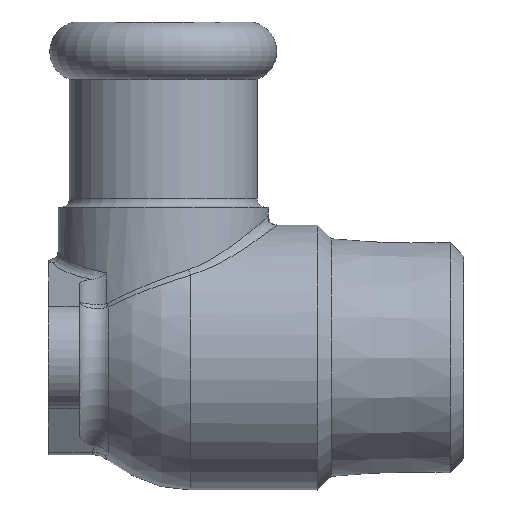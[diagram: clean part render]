
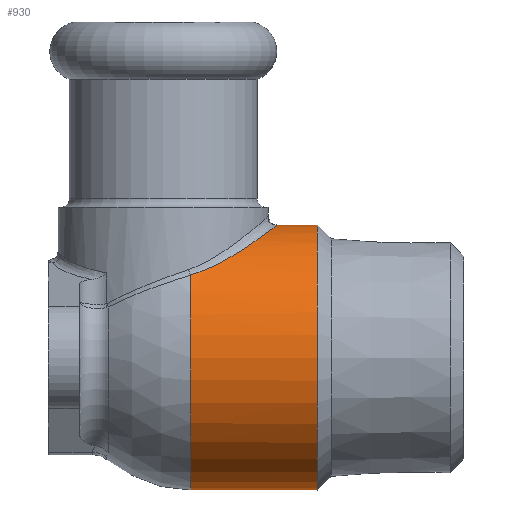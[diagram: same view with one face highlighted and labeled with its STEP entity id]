
A CAD part, left-side view. The second image highlights one B-rep face of the part: STEP entity #930.
In plain terms, the highlighted cylindrical face has radius 15 mm (diameter 30 mm), a full revolution.
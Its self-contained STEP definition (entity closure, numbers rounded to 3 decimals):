
#68=B_SPLINE_CURVE_WITH_KNOTS('',3,(#1688,#1689,#1690,#1691,#1692,#1693,
#1694,#1695,#1696,#1697),.UNSPECIFIED.,.F.,.F.,(4,1,1,1,1,1,1,4),(-3.665,
-3.142,-2.618,-2.094,-1.571,
-1.047,-0.524,0.),.UNSPECIFIED.);
#113=LINE('',#2106,#147);
#147=VECTOR('',#1327,15.);
#164=CYLINDRICAL_SURFACE('',#1063,15.);
#213=FACE_OUTER_BOUND('',#272,.T.);
#272=EDGE_LOOP('',(#829,#830,#831,#832,#833,#834,#835));
#319=CIRCLE('',#1021,15.);
#320=CIRCLE('',#1022,15.);
#345=CIRCLE('',#1064,15.);
#346=CIRCLE('',#1065,15.);
#392=VERTEX_POINT('',#1618);
#395=VERTEX_POINT('',#1686);
#418=VERTEX_POINT('',#1977);
#441=VERTEX_POINT('',#2102);
#442=VERTEX_POINT('',#2103);
#499=EDGE_CURVE('',#395,#392,#68,.T.);
#540=EDGE_CURVE('',#418,#392,#319,.T.);
#541=EDGE_CURVE('',#395,#418,#320,.T.);
#577=EDGE_CURVE('',#441,#442,#345,.T.);
#578=EDGE_CURVE('',#442,#441,#346,.T.);
#579=EDGE_CURVE('',#442,#418,#113,.T.);
#829=ORIENTED_EDGE('',*,*,#577,.F.);
#830=ORIENTED_EDGE('',*,*,#578,.F.);
#831=ORIENTED_EDGE('',*,*,#579,.T.);
#832=ORIENTED_EDGE('',*,*,#540,.T.);
#833=ORIENTED_EDGE('',*,*,#499,.F.);
#834=ORIENTED_EDGE('',*,*,#541,.T.);
#835=ORIENTED_EDGE('',*,*,#579,.F.);
#930=ADVANCED_FACE('',(#213),#164,.T.);
#1021=AXIS2_PLACEMENT_3D('',#1978,#1230,#1231);
#1022=AXIS2_PLACEMENT_3D('',#1979,#1232,#1233);
#1063=AXIS2_PLACEMENT_3D('',#2101,#1321,#1322);
#1064=AXIS2_PLACEMENT_3D('',#2104,#1323,#1324);
#1065=AXIS2_PLACEMENT_3D('',#2105,#1325,#1326);
#1230=DIRECTION('center_axis',(0.,-1.,0.));
#1231=DIRECTION('ref_axis',(1.,0.,0.));
#1232=DIRECTION('center_axis',(0.,-1.,0.));
#1233=DIRECTION('ref_axis',(1.,0.,0.));
#1321=DIRECTION('center_axis',(0.,-1.,0.));
#1322=DIRECTION('ref_axis',(1.,0.,0.));
#1323=DIRECTION('center_axis',(0.,-1.,0.));
#1324=DIRECTION('ref_axis',(1.,0.,0.));
#1325=DIRECTION('center_axis',(0.,-1.,0.));
#1326=DIRECTION('ref_axis',(1.,0.,0.));
#1327=DIRECTION('',(0.,1.,0.));
#1618=CARTESIAN_POINT('',(11.739,-3.1,9.337));
#1686=CARTESIAN_POINT('',(-11.739,-3.1,9.337));
#1688=CARTESIAN_POINT('Ctrl Pts',(-11.739,-3.1,9.337));
#1689=CARTESIAN_POINT('Ctrl Pts',(-11.363,-4.722,9.811));
#1690=CARTESIAN_POINT('Ctrl Pts',(-10.084,-7.606,11.28));
#1691=CARTESIAN_POINT('Ctrl Pts',(-6.941,-10.926,13.521));
#1692=CARTESIAN_POINT('Ctrl Pts',(-2.543,-12.981,15.059));
#1693=CARTESIAN_POINT('Ctrl Pts',(2.546,-12.983,15.063));
#1694=CARTESIAN_POINT('Ctrl Pts',(6.939,-10.928,13.521));
#1695=CARTESIAN_POINT('Ctrl Pts',(10.084,-7.605,11.281));
#1696=CARTESIAN_POINT('Ctrl Pts',(11.363,-4.722,9.811));
#1697=CARTESIAN_POINT('Ctrl Pts',(11.739,-3.1,9.337));
#1977=CARTESIAN_POINT('',(-15.,-3.1,0.));
#1978=CARTESIAN_POINT('Origin',(0.,-3.1,0.));
#1979=CARTESIAN_POINT('Origin',(0.,-3.1,0.));
#2101=CARTESIAN_POINT('Origin',(0.,-10.275,0.));
#2102=CARTESIAN_POINT('',(15.,-17.45,0.));
#2103=CARTESIAN_POINT('',(-15.,-17.45,0.));
#2104=CARTESIAN_POINT('Origin',(0.,-17.45,0.));
#2105=CARTESIAN_POINT('Origin',(0.,-17.45,0.));
#2106=CARTESIAN_POINT('',(-15.,-10.275,0.));
